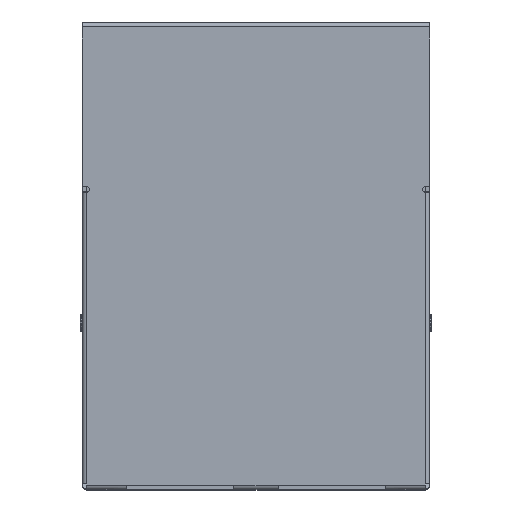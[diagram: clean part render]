
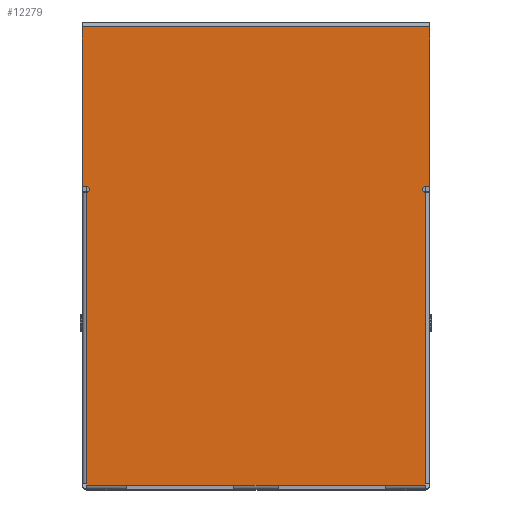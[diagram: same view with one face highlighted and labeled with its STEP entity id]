
A CAD part, top view. The second image highlights one B-rep face of the part: STEP entity #12279.
In plain terms, the highlighted face is planar.
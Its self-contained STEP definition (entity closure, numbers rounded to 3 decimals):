
#423=CIRCLE('',#13080,0.127);
#424=CIRCLE('',#13081,0.127);
#958=FACE_OUTER_BOUND('',#1636,.T.);
#1636=EDGE_LOOP('',(#9922,#9923,#9924,#9925,#9926,#9927,#9928,#9929,#9930,
#9931,#9932,#9933));
#2611=LINE('',#18011,#4106);
#2890=LINE('',#18683,#4385);
#2902=LINE('',#18778,#4397);
#2904=LINE('',#18782,#4399);
#2940=LINE('',#18851,#4435);
#2953=LINE('',#18885,#4448);
#2983=LINE('',#18948,#4478);
#2984=LINE('',#18951,#4479);
#2985=LINE('',#18952,#4480);
#2986=LINE('',#18954,#4481);
#4106=VECTOR('',#14715,7.366);
#4385=VECTOR('',#15214,7.366);
#4397=VECTOR('',#15232,0.203);
#4399=VECTOR('',#15236,0.203);
#4435=VECTOR('',#15282,0.051);
#4448=VECTOR('',#15321,0.051);
#4478=VECTOR('',#15385,16.027);
#4479=VECTOR('',#15388,13.462);
#4480=VECTOR('',#15389,15.621);
#4481=VECTOR('',#15390,13.462);
#5420=VERTEX_POINT('',#18008);
#5421=VERTEX_POINT('',#18010);
#5639=VERTEX_POINT('',#18680);
#5640=VERTEX_POINT('',#18682);
#5652=VERTEX_POINT('',#18777);
#5653=VERTEX_POINT('',#18781);
#5680=VERTEX_POINT('',#18848);
#5681=VERTEX_POINT('',#18850);
#5688=VERTEX_POINT('',#18882);
#5689=VERTEX_POINT('',#18884);
#5706=VERTEX_POINT('',#18949);
#5707=VERTEX_POINT('',#18953);
#6799=EDGE_CURVE('',#5420,#5421,#2611,.T.);
#7112=EDGE_CURVE('',#5639,#5640,#2890,.T.);
#7128=EDGE_CURVE('',#5640,#5652,#2902,.T.);
#7130=EDGE_CURVE('',#5420,#5653,#2904,.T.);
#7166=EDGE_CURVE('',#5681,#5680,#2940,.T.);
#7185=EDGE_CURVE('',#5689,#5688,#2953,.T.);
#7217=EDGE_CURVE('',#5639,#5421,#2983,.T.);
#7218=EDGE_CURVE('',#5653,#5706,#423,.T.);
#7219=EDGE_CURVE('',#5706,#5689,#2984,.T.);
#7220=EDGE_CURVE('',#5688,#5681,#2985,.T.);
#7221=EDGE_CURVE('',#5680,#5707,#2986,.T.);
#7222=EDGE_CURVE('',#5707,#5652,#424,.T.);
#9922=ORIENTED_EDGE('',*,*,#7217,.T.);
#9923=ORIENTED_EDGE('',*,*,#6799,.F.);
#9924=ORIENTED_EDGE('',*,*,#7130,.T.);
#9925=ORIENTED_EDGE('',*,*,#7218,.T.);
#9926=ORIENTED_EDGE('',*,*,#7219,.T.);
#9927=ORIENTED_EDGE('',*,*,#7185,.T.);
#9928=ORIENTED_EDGE('',*,*,#7220,.T.);
#9929=ORIENTED_EDGE('',*,*,#7166,.T.);
#9930=ORIENTED_EDGE('',*,*,#7221,.T.);
#9931=ORIENTED_EDGE('',*,*,#7222,.T.);
#9932=ORIENTED_EDGE('',*,*,#7128,.F.);
#9933=ORIENTED_EDGE('',*,*,#7112,.F.);
#11712=PLANE('',#13079);
#12279=ADVANCED_FACE('',(#958),#11712,.T.);
#13079=AXIS2_PLACEMENT_3D('',#18947,#15383,#15384);
#13080=AXIS2_PLACEMENT_3D('',#18950,#15386,#15387);
#13081=AXIS2_PLACEMENT_3D('',#18955,#15391,#15392);
#14715=DIRECTION('',(0.,0.,1.));
#15214=DIRECTION('',(0.,0.,-1.));
#15232=DIRECTION('',(1.,0.,0.));
#15236=DIRECTION('',(-1.,0.,0.));
#15282=DIRECTION('',(0.,0.,1.));
#15321=DIRECTION('',(0.,0.,-1.));
#15383=DIRECTION('center_axis',(0.,1.,0.));
#15384=DIRECTION('ref_axis',(0.,0.,1.));
#15385=DIRECTION('',(1.,0.,0.));
#15386=DIRECTION('center_axis',(0.,-1.,0.));
#15387=DIRECTION('ref_axis',(0.,0.,1.));
#15388=DIRECTION('',(0.,0.,-1.));
#15389=DIRECTION('',(-1.,0.,0.));
#15390=DIRECTION('',(0.,0.,1.));
#15391=DIRECTION('center_axis',(0.,-1.,0.));
#15392=DIRECTION('ref_axis',(0.,0.,1.));
#18008=CARTESIAN_POINT('',(8.014,6.744,-7.315));
#18010=CARTESIAN_POINT('',(8.014,6.744,0.051));
#18011=CARTESIAN_POINT('',(8.014,6.744,-7.315));
#18680=CARTESIAN_POINT('',(-8.014,6.744,0.051));
#18682=CARTESIAN_POINT('',(-8.014,6.744,-7.315));
#18683=CARTESIAN_POINT('',(-8.014,6.744,-7.315));
#18777=CARTESIAN_POINT('',(-7.811,6.744,-7.315));
#18778=CARTESIAN_POINT('',(-7.811,6.744,-7.315));
#18781=CARTESIAN_POINT('',(7.811,6.744,-7.315));
#18782=CARTESIAN_POINT('',(7.811,6.744,-7.315));
#18848=CARTESIAN_POINT('',(-7.811,6.744,-21.031));
#18850=CARTESIAN_POINT('',(-7.81,6.744,-21.082));
#18851=CARTESIAN_POINT('',(-7.811,6.744,-21.031));
#18882=CARTESIAN_POINT('',(7.81,6.744,-21.082));
#18884=CARTESIAN_POINT('',(7.811,6.744,-21.031));
#18885=CARTESIAN_POINT('',(7.811,6.744,-21.25));
#18947=CARTESIAN_POINT('Origin',(-8.014,6.744,-21.082));
#18948=CARTESIAN_POINT('',(-8.014,6.744,0.051));
#18949=CARTESIAN_POINT('',(7.811,6.744,-7.569));
#18950=CARTESIAN_POINT('Origin',(7.811,6.744,-7.442));
#18951=CARTESIAN_POINT('',(7.811,6.744,-21.082));
#18952=CARTESIAN_POINT('',(-8.014,6.744,-21.082));
#18953=CARTESIAN_POINT('',(-7.811,6.744,-7.569));
#18954=CARTESIAN_POINT('',(-7.811,6.744,-21.082));
#18955=CARTESIAN_POINT('Origin',(-7.811,6.744,-7.442));
